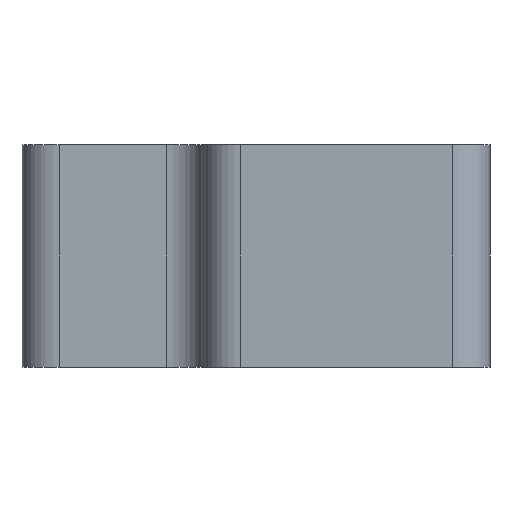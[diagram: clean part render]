
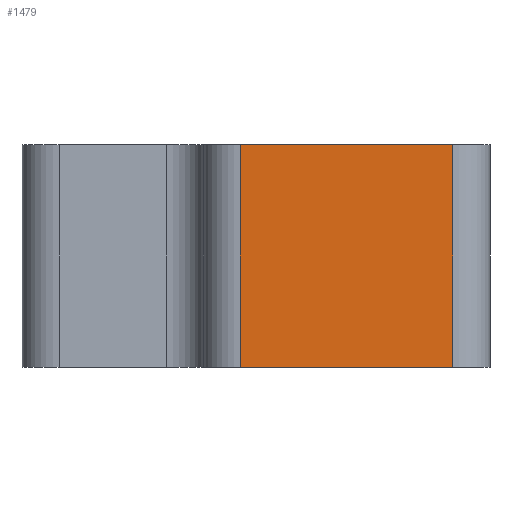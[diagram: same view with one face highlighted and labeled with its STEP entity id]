
A CAD part, left-side view. The second image highlights one B-rep face of the part: STEP entity #1479.
In plain terms, the highlighted planar face has unit normal (-1, 0, 0).
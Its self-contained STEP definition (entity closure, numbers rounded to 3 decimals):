
#72 = PLANE('',#73);
#73 = AXIS2_PLACEMENT_3D('',#74,#75,#76);
#74 = CARTESIAN_POINT('',(0.,31.27,19.));
#75 = DIRECTION('',(-0.,-0.,-1.));
#76 = DIRECTION('',(-1.,0.,0.));
#100 = CYLINDRICAL_SURFACE('',#101,3.175);
#101 = AXIS2_PLACEMENT_3D('',#102,#103,#104);
#102 = CARTESIAN_POINT('',(-46.825,13.175,0.));
#103 = DIRECTION('',(0.,0.,-1.));
#104 = DIRECTION('',(0.,-1.,-0.));
#126 = PLANE('',#127);
#127 = AXIS2_PLACEMENT_3D('',#128,#129,#130);
#128 = CARTESIAN_POINT('',(0.,31.27,0.));
#129 = DIRECTION('',(-0.,-0.,-1.));
#130 = DIRECTION('',(-1.,0.,0.));
#221 = VERTEX_POINT('',#222);
#222 = CARTESIAN_POINT('',(-50.,13.175,19.));
#244 = EDGE_CURVE('',#245,#221,#247,.T.);
#245 = VERTEX_POINT('',#246);
#246 = CARTESIAN_POINT('',(-50.,13.175,0.));
#247 = SURFACE_CURVE('',#248,(#252,#259),.PCURVE_S1.);
#248 = LINE('',#249,#250);
#249 = CARTESIAN_POINT('',(-50.,13.175,0.));
#250 = VECTOR('',#251,1.);
#251 = DIRECTION('',(0.,0.,1.));
#252 = PCURVE('',#100,#253);
#253 = DEFINITIONAL_REPRESENTATION('',(#254),#258);
#254 = LINE('',#255,#256);
#255 = CARTESIAN_POINT('',(1.571,0.));
#256 = VECTOR('',#257,1.);
#257 = DIRECTION('',(0.,-1.));
#258 = ( GEOMETRIC_REPRESENTATION_CONTEXT(2) 
PARAMETRIC_REPRESENTATION_CONTEXT() REPRESENTATION_CONTEXT('2D SPACE',''
  ) );
#259 = PCURVE('',#260,#265);
#260 = PLANE('',#261);
#261 = AXIS2_PLACEMENT_3D('',#262,#263,#264);
#262 = CARTESIAN_POINT('',(-50.,13.175,0.));
#263 = DIRECTION('',(-1.,0.,0.));
#264 = DIRECTION('',(0.,1.,0.));
#265 = DEFINITIONAL_REPRESENTATION('',(#266),#270);
#266 = LINE('',#267,#268);
#267 = CARTESIAN_POINT('',(0.,0.));
#268 = VECTOR('',#269,1.);
#269 = DIRECTION('',(0.,-1.));
#270 = ( GEOMETRIC_REPRESENTATION_CONTEXT(2) 
PARAMETRIC_REPRESENTATION_CONTEXT() REPRESENTATION_CONTEXT('2D SPACE',''
  ) );
#299 = EDGE_CURVE('',#245,#300,#302,.T.);
#300 = VERTEX_POINT('',#301);
#301 = CARTESIAN_POINT('',(-50.,31.325,0.));
#302 = SURFACE_CURVE('',#303,(#307,#314),.PCURVE_S1.);
#303 = LINE('',#304,#305);
#304 = CARTESIAN_POINT('',(-50.,13.175,0.));
#305 = VECTOR('',#306,1.);
#306 = DIRECTION('',(0.,1.,0.));
#307 = PCURVE('',#126,#308);
#308 = DEFINITIONAL_REPRESENTATION('',(#309),#313);
#309 = LINE('',#310,#311);
#310 = CARTESIAN_POINT('',(50.,-18.095));
#311 = VECTOR('',#312,1.);
#312 = DIRECTION('',(0.,1.));
#313 = ( GEOMETRIC_REPRESENTATION_CONTEXT(2) 
PARAMETRIC_REPRESENTATION_CONTEXT() REPRESENTATION_CONTEXT('2D SPACE',''
  ) );
#314 = PCURVE('',#260,#315);
#315 = DEFINITIONAL_REPRESENTATION('',(#316),#320);
#316 = LINE('',#317,#318);
#317 = CARTESIAN_POINT('',(0.,0.));
#318 = VECTOR('',#319,1.);
#319 = DIRECTION('',(1.,0.));
#320 = ( GEOMETRIC_REPRESENTATION_CONTEXT(2) 
PARAMETRIC_REPRESENTATION_CONTEXT() REPRESENTATION_CONTEXT('2D SPACE',''
  ) );
#339 = CYLINDRICAL_SURFACE('',#340,3.175);
#340 = AXIS2_PLACEMENT_3D('',#341,#342,#343);
#341 = CARTESIAN_POINT('',(-46.825,31.325,0.));
#342 = DIRECTION('',(0.,0.,-1.));
#343 = DIRECTION('',(-1.,0.,-0.));
#926 = EDGE_CURVE('',#221,#927,#929,.T.);
#927 = VERTEX_POINT('',#928);
#928 = CARTESIAN_POINT('',(-50.,31.325,19.));
#929 = SURFACE_CURVE('',#930,(#934,#941),.PCURVE_S1.);
#930 = LINE('',#931,#932);
#931 = CARTESIAN_POINT('',(-50.,13.175,19.));
#932 = VECTOR('',#933,1.);
#933 = DIRECTION('',(0.,1.,0.));
#934 = PCURVE('',#72,#935);
#935 = DEFINITIONAL_REPRESENTATION('',(#936),#940);
#936 = LINE('',#937,#938);
#937 = CARTESIAN_POINT('',(50.,-18.095));
#938 = VECTOR('',#939,1.);
#939 = DIRECTION('',(0.,1.));
#940 = ( GEOMETRIC_REPRESENTATION_CONTEXT(2) 
PARAMETRIC_REPRESENTATION_CONTEXT() REPRESENTATION_CONTEXT('2D SPACE',''
  ) );
#941 = PCURVE('',#260,#942);
#942 = DEFINITIONAL_REPRESENTATION('',(#943),#947);
#943 = LINE('',#944,#945);
#944 = CARTESIAN_POINT('',(0.,-19.));
#945 = VECTOR('',#946,1.);
#946 = DIRECTION('',(1.,0.));
#947 = ( GEOMETRIC_REPRESENTATION_CONTEXT(2) 
PARAMETRIC_REPRESENTATION_CONTEXT() REPRESENTATION_CONTEXT('2D SPACE',''
  ) );
#1479 = ADVANCED_FACE('',(#1480),#260,.T.);
#1480 = FACE_BOUND('',#1481,.T.);
#1481 = EDGE_LOOP('',(#1482,#1483,#1484,#1505));
#1482 = ORIENTED_EDGE('',*,*,#244,.T.);
#1483 = ORIENTED_EDGE('',*,*,#926,.T.);
#1484 = ORIENTED_EDGE('',*,*,#1485,.F.);
#1485 = EDGE_CURVE('',#300,#927,#1486,.T.);
#1486 = SURFACE_CURVE('',#1487,(#1491,#1498),.PCURVE_S1.);
#1487 = LINE('',#1488,#1489);
#1488 = CARTESIAN_POINT('',(-50.,31.325,0.));
#1489 = VECTOR('',#1490,1.);
#1490 = DIRECTION('',(0.,0.,1.));
#1491 = PCURVE('',#260,#1492);
#1492 = DEFINITIONAL_REPRESENTATION('',(#1493),#1497);
#1493 = LINE('',#1494,#1495);
#1494 = CARTESIAN_POINT('',(18.15,0.));
#1495 = VECTOR('',#1496,1.);
#1496 = DIRECTION('',(0.,-1.));
#1497 = ( GEOMETRIC_REPRESENTATION_CONTEXT(2) 
PARAMETRIC_REPRESENTATION_CONTEXT() REPRESENTATION_CONTEXT('2D SPACE',''
  ) );
#1498 = PCURVE('',#339,#1499);
#1499 = DEFINITIONAL_REPRESENTATION('',(#1500),#1504);
#1500 = LINE('',#1501,#1502);
#1501 = CARTESIAN_POINT('',(0.,0.));
#1502 = VECTOR('',#1503,1.);
#1503 = DIRECTION('',(0.,-1.));
#1504 = ( GEOMETRIC_REPRESENTATION_CONTEXT(2) 
PARAMETRIC_REPRESENTATION_CONTEXT() REPRESENTATION_CONTEXT('2D SPACE',''
  ) );
#1505 = ORIENTED_EDGE('',*,*,#299,.F.);
